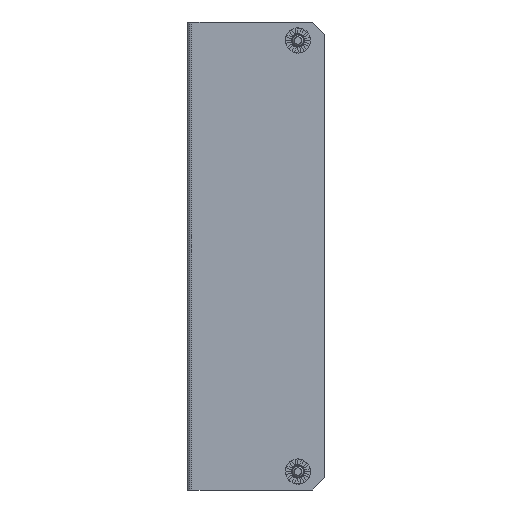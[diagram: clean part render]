
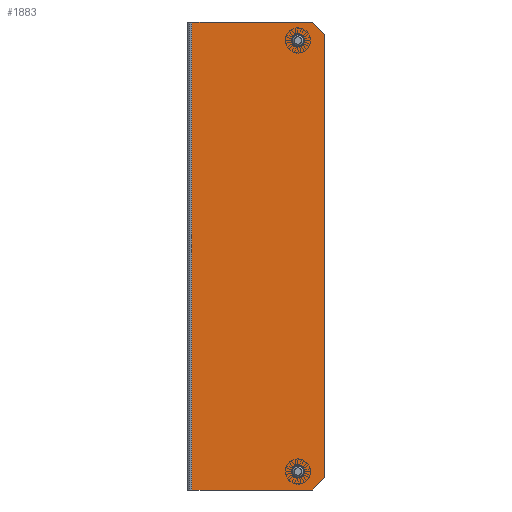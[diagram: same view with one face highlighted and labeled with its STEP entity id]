
A CAD part, front view. The second image highlights one B-rep face of the part: STEP entity #1883.
In plain terms, the highlighted planar face has unit normal (0, -1, 0).
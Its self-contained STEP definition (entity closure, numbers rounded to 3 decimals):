
#50 = FACE_BOUND ( 'NONE', #1513, .T. ) ;
#122 = VERTEX_POINT ( 'NONE', #3621 ) ;
#150 = DIRECTION ( 'NONE',  ( 0., 0., 1. ) ) ;
#155 = VERTEX_POINT ( 'NONE', #1036 ) ;
#217 = EDGE_CURVE ( 'NONE', #3502, #1527, #2444, .T. ) ;
#218 = DIRECTION ( 'NONE',  ( 0., 1., 0. ) ) ;
#310 = CARTESIAN_POINT ( 'NONE',  ( 50., -1., -95. ) ) ;
#340 = FACE_OUTER_BOUND ( 'NONE', #2902, .T. ) ;
#434 = CARTESIAN_POINT ( 'NONE',  ( 44., -1., 87.5 ) ) ;
#460 = VERTEX_POINT ( 'NONE', #3218 ) ;
#554 = CARTESIAN_POINT ( 'NONE',  ( 55., -1., 90. ) ) ;
#566 = CARTESIAN_POINT ( 'NONE',  ( 1., -1., -95. ) ) ;
#615 = VERTEX_POINT ( 'NONE', #3664 ) ;
#784 = ORIENTED_EDGE ( 'NONE', *, *, #1267, .T. ) ;
#804 = AXIS2_PLACEMENT_3D ( 'NONE', #3120, #2621, #1680 ) ;
#806 = ORIENTED_EDGE ( 'NONE', *, *, #2081, .F. ) ;
#845 = DIRECTION ( 'NONE',  ( 0., 1., 0. ) ) ;
#909 = DIRECTION ( 'NONE',  ( 0., 0., 1. ) ) ;
#941 = CARTESIAN_POINT ( 'NONE',  ( 44., -1., 90.25 ) ) ;
#990 = VERTEX_POINT ( 'NONE', #2154 ) ;
#1019 = DIRECTION ( 'NONE',  ( 1., 0., 0. ) ) ;
#1036 = CARTESIAN_POINT ( 'NONE',  ( 1., -1., 95. ) ) ;
#1044 = DIRECTION ( 'NONE',  ( 0.707, 0., 0.707 ) ) ;
#1108 = AXIS2_PLACEMENT_3D ( 'NONE', #2345, #2361, #909 ) ;
#1267 = EDGE_CURVE ( 'NONE', #3262, #122, #3003, .T. ) ;
#1288 = VECTOR ( 'NONE', #1019, 1000. ) ;
#1297 = CARTESIAN_POINT ( 'NONE',  ( 0., -1., 95. ) ) ;
#1340 = VERTEX_POINT ( 'NONE', #310 ) ;
#1374 = DIRECTION ( 'NONE',  ( 0., 0., 1. ) ) ;
#1513 = EDGE_LOOP ( 'NONE', ( #3079, #1751 ) ) ;
#1520 = CARTESIAN_POINT ( 'NONE',  ( 0., -1., -95. ) ) ;
#1521 = ORIENTED_EDGE ( 'NONE', *, *, #3249, .F. ) ;
#1527 = VERTEX_POINT ( 'NONE', #941 ) ;
#1534 = CIRCLE ( 'NONE', #1904, 2.75 ) ;
#1593 = DIRECTION ( 'NONE',  ( 0., 1., 0. ) ) ;
#1627 = VERTEX_POINT ( 'NONE', #566 ) ;
#1680 = DIRECTION ( 'NONE',  ( 0., 0., 1. ) ) ;
#1751 = ORIENTED_EDGE ( 'NONE', *, *, #217, .T. ) ;
#1778 = LINE ( 'NONE', #1520, #1829 ) ;
#1785 = ORIENTED_EDGE ( 'NONE', *, *, #2173, .T. ) ;
#1794 = EDGE_LOOP ( 'NONE', ( #784, #2490 ) ) ;
#1829 = VECTOR ( 'NONE', #3235, 1000. ) ;
#1883 = ADVANCED_FACE ( 'NONE', ( #50, #3529, #340 ), #2683, .F. ) ;
#1892 = VECTOR ( 'NONE', #2906, 1000. ) ;
#1900 = LINE ( 'NONE', #3074, #3065 ) ;
#1904 = AXIS2_PLACEMENT_3D ( 'NONE', #2838, #218, #1374 ) ;
#1905 = AXIS2_PLACEMENT_3D ( 'NONE', #2071, #845, #2584 ) ;
#1938 = EDGE_CURVE ( 'NONE', #155, #1627, #2338, .T. ) ;
#2059 = EDGE_CURVE ( 'NONE', #990, #460, #3467, .T. ) ;
#2071 = CARTESIAN_POINT ( 'NONE',  ( 44., -1., -87.5 ) ) ;
#2081 = EDGE_CURVE ( 'NONE', #990, #615, #2354, .T. ) ;
#2111 = CARTESIAN_POINT ( 'NONE',  ( 55., -1., 95. ) ) ;
#2154 = CARTESIAN_POINT ( 'NONE',  ( 55., -1., 90. ) ) ;
#2173 = EDGE_CURVE ( 'NONE', #1627, #1340, #1778, .T. ) ;
#2306 = ORIENTED_EDGE ( 'NONE', *, *, #2059, .T. ) ;
#2327 = ORIENTED_EDGE ( 'NONE', *, *, #1938, .T. ) ;
#2338 = LINE ( 'NONE', #2603, #2938 ) ;
#2345 = CARTESIAN_POINT ( 'NONE',  ( 0., -1., 95. ) ) ;
#2354 = LINE ( 'NONE', #2111, #3186 ) ;
#2361 = DIRECTION ( 'NONE',  ( 0., 1., 0. ) ) ;
#2444 = CIRCLE ( 'NONE', #804, 2.75 ) ;
#2490 = ORIENTED_EDGE ( 'NONE', *, *, #3414, .T. ) ;
#2584 = DIRECTION ( 'NONE',  ( 0., 0., 1. ) ) ;
#2603 = CARTESIAN_POINT ( 'NONE',  ( 1., -1., 95. ) ) ;
#2621 = DIRECTION ( 'NONE',  ( 0., 1., 0. ) ) ;
#2645 = DIRECTION ( 'NONE',  ( 0., 0., -1. ) ) ;
#2683 = PLANE ( 'NONE',  #1108 ) ;
#2793 = EDGE_CURVE ( 'NONE', #1527, #3502, #3130, .T. ) ;
#2834 = DIRECTION ( 'NONE',  ( 0., 0., -1. ) ) ;
#2837 = EDGE_CURVE ( 'NONE', #1340, #615, #1900, .T. ) ;
#2838 = CARTESIAN_POINT ( 'NONE',  ( 44., -1., -87.5 ) ) ;
#2902 = EDGE_LOOP ( 'NONE', ( #1785, #2952, #806, #2306, #1521, #2327 ) ) ;
#2906 = DIRECTION ( 'NONE',  ( -0.707, 0., 0.707 ) ) ;
#2938 = VECTOR ( 'NONE', #2834, 1000. ) ;
#2952 = ORIENTED_EDGE ( 'NONE', *, *, #2837, .T. ) ;
#2968 = CARTESIAN_POINT ( 'NONE',  ( 44., -1., 84.75 ) ) ;
#3003 = CIRCLE ( 'NONE', #1905, 2.75 ) ;
#3065 = VECTOR ( 'NONE', #1044, 1000. ) ;
#3074 = CARTESIAN_POINT ( 'NONE',  ( 50., -1., -95. ) ) ;
#3079 = ORIENTED_EDGE ( 'NONE', *, *, #2793, .T. ) ;
#3120 = CARTESIAN_POINT ( 'NONE',  ( 44., -1., 87.5 ) ) ;
#3130 = CIRCLE ( 'NONE', #3259, 2.75 ) ;
#3186 = VECTOR ( 'NONE', #2645, 1000. ) ;
#3218 = CARTESIAN_POINT ( 'NONE',  ( 50., -1., 95. ) ) ;
#3235 = DIRECTION ( 'NONE',  ( 1., 0., 0. ) ) ;
#3249 = EDGE_CURVE ( 'NONE', #155, #460, #3362, .T. ) ;
#3259 = AXIS2_PLACEMENT_3D ( 'NONE', #434, #1593, #150 ) ;
#3262 = VERTEX_POINT ( 'NONE', #3281 ) ;
#3281 = CARTESIAN_POINT ( 'NONE',  ( 44., -1., -84.75 ) ) ;
#3362 = LINE ( 'NONE', #1297, #1288 ) ;
#3414 = EDGE_CURVE ( 'NONE', #122, #3262, #1534, .T. ) ;
#3467 = LINE ( 'NONE', #554, #1892 ) ;
#3502 = VERTEX_POINT ( 'NONE', #2968 ) ;
#3529 = FACE_BOUND ( 'NONE', #1794, .T. ) ;
#3621 = CARTESIAN_POINT ( 'NONE',  ( 44., -1., -90.25 ) ) ;
#3664 = CARTESIAN_POINT ( 'NONE',  ( 55., -1., -90. ) ) ;
